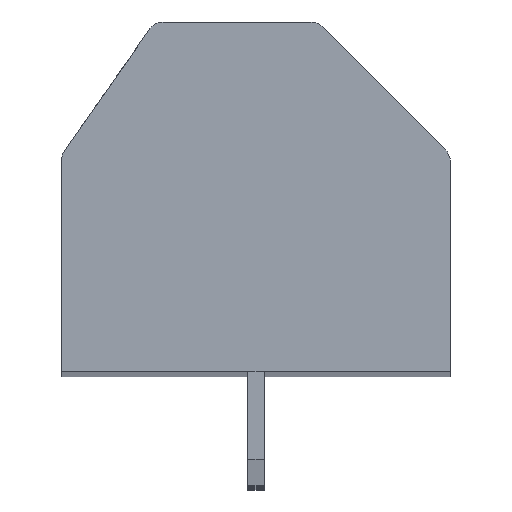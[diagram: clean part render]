
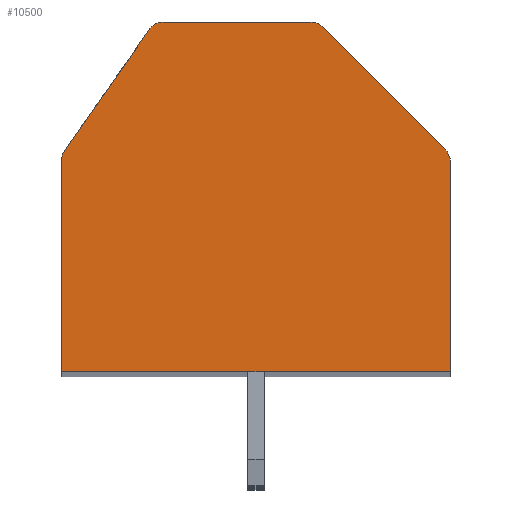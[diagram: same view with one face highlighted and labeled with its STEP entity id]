
A CAD part, top view. The second image highlights one B-rep face of the part: STEP entity #10500.
In plain terms, the highlighted planar face has unit normal (0, 0, 1).
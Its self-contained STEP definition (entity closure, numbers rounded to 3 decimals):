
#3337=CARTESIAN_POINT('',(1.693,4.899,3.));
#3338=DIRECTION('',(0.,0.,1.));
#3339=DIRECTION('',(0.707,0.707,0.));
#3340=AXIS2_PLACEMENT_3D('',#3337,#3338,#3339);
#3342=DIRECTION('',(-0.707,0.707,0.));
#3343=VECTOR('',#3342,5.383);
#3344=CARTESIAN_POINT('',(5.854,1.446,3.));
#3345=LINE('',#3344,#3343);
#3346=CARTESIAN_POINT('',(5.5,1.093,3.));
#3347=DIRECTION('',(0.,0.,1.));
#3348=DIRECTION('',(1.,0.,0.));
#3349=AXIS2_PLACEMENT_3D('',#3346,#3347,#3348);
#3351=DIRECTION('',(0.,1.,0.));
#3352=VECTOR('',#3351,6.493);
#3353=CARTESIAN_POINT('',(6.,-5.4,3.));
#3354=LINE('',#3353,#3352);
#3355=DIRECTION('',(1.,0.,0.));
#3356=VECTOR('',#3355,12.);
#3357=CARTESIAN_POINT('',(-6.,-5.4,3.));
#3358=LINE('',#3357,#3356);
#3359=DIRECTION('',(0.,-1.,0.));
#3360=VECTOR('',#3359,6.542);
#3361=CARTESIAN_POINT('',(-6.,1.142,3.));
#3362=LINE('',#3361,#3360);
#3363=CARTESIAN_POINT('',(-5.5,1.142,3.));
#3364=DIRECTION('',(0.,0.,1.));
#3365=DIRECTION('',(-0.819,0.574,0.));
#3366=AXIS2_PLACEMENT_3D('',#3363,#3364,#3365);
#3368=DIRECTION('',(-0.574,-0.819,0.));
#3369=VECTOR('',#3368,4.587);
#3370=CARTESIAN_POINT('',(-3.279,5.186,3.));
#3371=LINE('',#3370,#3369);
#3372=CARTESIAN_POINT('',(-2.869,4.899,3.));
#3373=DIRECTION('',(0.,0.,1.));
#3374=DIRECTION('',(0.,1.,0.));
#3375=AXIS2_PLACEMENT_3D('',#3372,#3373,#3374);
#3377=DIRECTION('',(-1.,0.,0.));
#3378=VECTOR('',#3377,4.563);
#3379=CARTESIAN_POINT('',(1.693,5.399,3.));
#3380=LINE('',#3379,#3378);
#4393=CARTESIAN_POINT('',(-6.,-5.4,3.));
#4394=CARTESIAN_POINT('',(6.,-5.4,3.));
#4395=VERTEX_POINT('',#4393);
#4396=VERTEX_POINT('',#4394);
#4705=CARTESIAN_POINT('',(2.047,5.253,3.));
#4706=VERTEX_POINT('',#4705);
#4707=CARTESIAN_POINT('',(1.693,5.399,3.));
#4708=VERTEX_POINT('',#4707);
#4713=CARTESIAN_POINT('',(6.,1.093,3.));
#4714=VERTEX_POINT('',#4713);
#4715=CARTESIAN_POINT('',(5.854,1.446,3.));
#4716=VERTEX_POINT('',#4715);
#4721=CARTESIAN_POINT('',(-2.869,5.399,3.));
#4722=VERTEX_POINT('',#4721);
#4723=CARTESIAN_POINT('',(-3.279,5.186,3.));
#4724=VERTEX_POINT('',#4723);
#4729=CARTESIAN_POINT('',(-5.91,1.429,3.));
#4730=VERTEX_POINT('',#4729);
#4731=CARTESIAN_POINT('',(-6.,1.142,3.));
#4732=VERTEX_POINT('',#4731);
#10483=CARTESIAN_POINT('',(0.,0.,3.));
#10484=DIRECTION('',(0.,0.,1.));
#10485=DIRECTION('',(1.,0.,0.));
#10486=AXIS2_PLACEMENT_3D('',#10483,#10484,#10485);
#10487=PLANE('',#10486);
#10488=ORIENTED_EDGE('',*,*,#5833,.F.);
#10489=ORIENTED_EDGE('',*,*,#5849,.F.);
#10490=ORIENTED_EDGE('',*,*,#8184,.F.);
#10491=ORIENTED_EDGE('',*,*,#8199,.F.);
#10492=ORIENTED_EDGE('',*,*,#8212,.F.);
#10493=ORIENTED_EDGE('',*,*,#8405,.F.);
#10494=ORIENTED_EDGE('',*,*,#8420,.F.);
#10495=ORIENTED_EDGE('',*,*,#8433,.F.);
#10496=ORIENTED_EDGE('',*,*,#10464,.F.);
#10497=ORIENTED_EDGE('',*,*,#10476,.F.);
#10498=EDGE_LOOP('',(#10488,#10489,#10490,#10491,#10492,#10493,#10494,#10495,
#10496,#10497));
#10499=FACE_OUTER_BOUND('',#10498,.F.);
#3341=CIRCLE('',#3340,0.5);
#3350=CIRCLE('',#3349,0.5);
#3367=CIRCLE('',#3366,0.5);
#3376=CIRCLE('',#3375,0.5);
#5833=EDGE_CURVE('',#4706,#4708,#3341,.T.);
#5849=EDGE_CURVE('',#4716,#4706,#3345,.T.);
#8184=EDGE_CURVE('',#4714,#4716,#3350,.T.);
#8199=EDGE_CURVE('',#4396,#4714,#3354,.T.);
#8212=EDGE_CURVE('',#4395,#4396,#3358,.T.);
#8405=EDGE_CURVE('',#4732,#4395,#3362,.T.);
#8420=EDGE_CURVE('',#4730,#4732,#3367,.T.);
#8433=EDGE_CURVE('',#4724,#4730,#3371,.T.);
#10464=EDGE_CURVE('',#4722,#4724,#3376,.T.);
#10476=EDGE_CURVE('',#4708,#4722,#3380,.T.);
#10500=ADVANCED_FACE('',(#10499),#10487,.T.);
